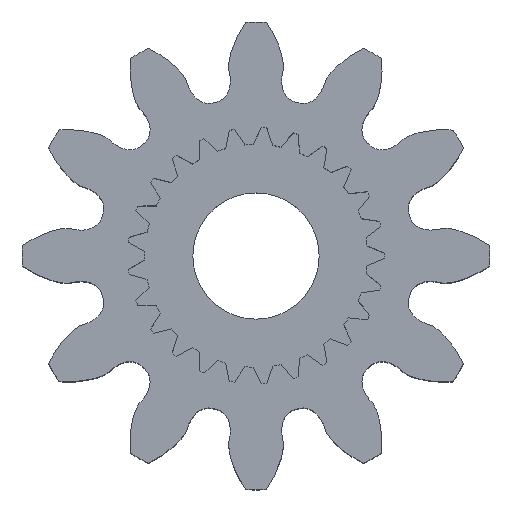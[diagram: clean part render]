
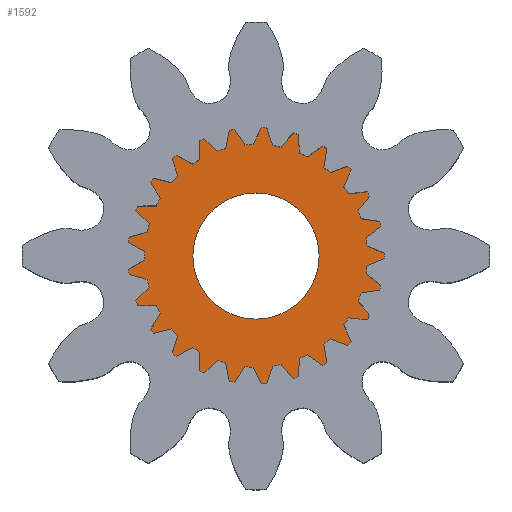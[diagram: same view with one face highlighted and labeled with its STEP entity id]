
A CAD part, top view. The second image highlights one B-rep face of the part: STEP entity #1592.
In plain terms, the highlighted planar face has unit normal (0, 0, 1).
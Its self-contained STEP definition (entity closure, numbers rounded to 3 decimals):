
#217 = DIRECTION ( 'NONE',  ( 0., 0., 1. ) ) ;
#349 = EDGE_CURVE ( 'NONE', #5905, #798, #4124, .T. ) ;
#555 = EDGE_LOOP ( 'NONE', ( #2766, #4100 ) ) ;
#667 = AXIS2_PLACEMENT_3D ( 'NONE', #3271, #2535, #6548 ) ;
#798 = VERTEX_POINT ( 'NONE', #8041 ) ;
#832 = CIRCLE ( 'NONE', #3601, 3.432 ) ;
#866 = DIRECTION ( 'NONE',  ( 0., 0., 1. ) ) ;
#1428 = CIRCLE ( 'NONE', #1743, 1.5 ) ;
#1463 = CARTESIAN_POINT ( 'NONE',  ( 0., 0., 2.794 ) ) ;
#1516 = DIRECTION ( 'NONE',  ( 0., -1., 0. ) ) ;
#1592 = ADVANCED_FACE ( 'NONE', ( #3697, #7430 ), #7869, .T. ) ;
#1647 = CARTESIAN_POINT ( 'NONE',  ( 0., 0., 2.794 ) ) ;
#1743 = AXIS2_PLACEMENT_3D ( 'NONE', #1463, #217, #2138 ) ;
#2138 = DIRECTION ( 'NONE',  ( 0., -1., 0. ) ) ;
#2535 = DIRECTION ( 'NONE',  ( 0., 0., 1. ) ) ;
#2552 = AXIS2_PLACEMENT_3D ( 'NONE', #4201, #866, #1516 ) ;
#2573 = EDGE_CURVE ( 'NONE', #798, #5905, #832, .T. ) ;
#2766 = ORIENTED_EDGE ( 'NONE', *, *, #3814, .F. ) ;
#3271 = CARTESIAN_POINT ( 'NONE',  ( 0., 0., 2.794 ) ) ;
#3574 = DIRECTION ( 'NONE',  ( 0., -1., 0. ) ) ;
#3601 = AXIS2_PLACEMENT_3D ( 'NONE', #8111, #6194, #3574 ) ;
#3673 = CARTESIAN_POINT ( 'NONE',  ( 0., -3.432, 2.794 ) ) ;
#3697 = FACE_OUTER_BOUND ( 'NONE', #4918, .T. ) ;
#3814 = EDGE_CURVE ( 'NONE', #4699, #5707, #1428, .T. ) ;
#3839 = CIRCLE ( 'NONE', #5733, 1.5 ) ;
#4100 = ORIENTED_EDGE ( 'NONE', *, *, #4849, .F. ) ;
#4124 = CIRCLE ( 'NONE', #2552, 3.432 ) ;
#4201 = CARTESIAN_POINT ( 'NONE',  ( 0., 0., 2.794 ) ) ;
#4699 = VERTEX_POINT ( 'NONE', #8183 ) ;
#4849 = EDGE_CURVE ( 'NONE', #5707, #4699, #3839, .T. ) ;
#4918 = EDGE_LOOP ( 'NONE', ( #6116, #8002 ) ) ;
#5707 = VERTEX_POINT ( 'NONE', #8025 ) ;
#5733 = AXIS2_PLACEMENT_3D ( 'NONE', #1647, #7139, #7665 ) ;
#5905 = VERTEX_POINT ( 'NONE', #3673 ) ;
#6116 = ORIENTED_EDGE ( 'NONE', *, *, #2573, .T. ) ;
#6194 = DIRECTION ( 'NONE',  ( 0., 0., 1. ) ) ;
#6548 = DIRECTION ( 'NONE',  ( 0., -1., 0. ) ) ;
#7139 = DIRECTION ( 'NONE',  ( 0., 0., 1. ) ) ;
#7430 = FACE_BOUND ( 'NONE', #555, .T. ) ;
#7665 = DIRECTION ( 'NONE',  ( 0., -1., 0. ) ) ;
#7869 = PLANE ( 'NONE',  #667 ) ;
#8002 = ORIENTED_EDGE ( 'NONE', *, *, #349, .T. ) ;
#8025 = CARTESIAN_POINT ( 'NONE',  ( 0., -1.5, 2.794 ) ) ;
#8041 = CARTESIAN_POINT ( 'NONE',  ( 0., 3.432, 2.794 ) ) ;
#8111 = CARTESIAN_POINT ( 'NONE',  ( 0., 0., 2.794 ) ) ;
#8183 = CARTESIAN_POINT ( 'NONE',  ( 0., 1.5, 2.794 ) ) ;
